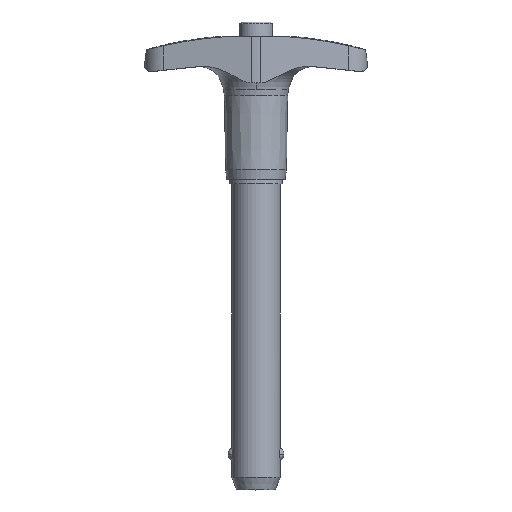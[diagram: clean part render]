
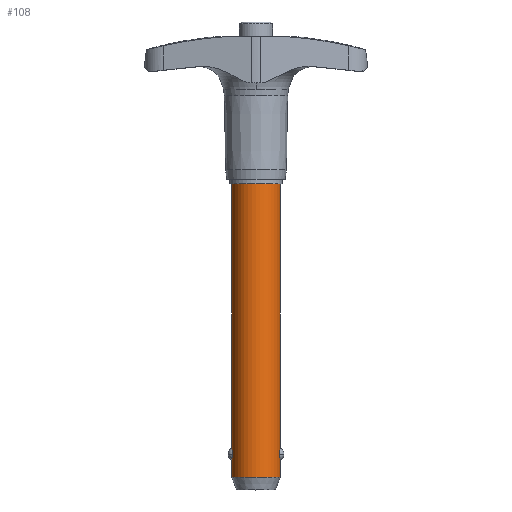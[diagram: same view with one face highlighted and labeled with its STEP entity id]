
A CAD part, top view. The second image highlights one B-rep face of the part: STEP entity #108.
In plain terms, the highlighted cylindrical face has radius 5.556 mm (diameter 11.113 mm), a partial arc.
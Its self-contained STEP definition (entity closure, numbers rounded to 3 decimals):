
#108=ADVANCED_FACE('',(#278),#279,.T.);
#278=FACE_OUTER_BOUND('',#513,.T.);
#279=CYLINDRICAL_SURFACE('',#514,5.556);
#513=EDGE_LOOP('',(#778,#779,#780,#781,#782,#783,#784,#785,#786,#787));
#514=AXIS2_PLACEMENT_3D('',#788,#789,#790);
#778=ORIENTED_EDGE('',*,*,#1468,.T.);
#779=ORIENTED_EDGE('',*,*,#1479,.T.);
#780=ORIENTED_EDGE('',*,*,#1480,.T.);
#781=ORIENTED_EDGE('',*,*,#1475,.T.);
#782=ORIENTED_EDGE('',*,*,#1481,.F.);
#783=ORIENTED_EDGE('',*,*,#1473,.T.);
#784=ORIENTED_EDGE('',*,*,#1482,.T.);
#785=ORIENTED_EDGE('',*,*,#1483,.T.);
#786=ORIENTED_EDGE('',*,*,#1470,.T.);
#787=ORIENTED_EDGE('',*,*,#1484,.T.);
#788=CARTESIAN_POINT('',(0.0,-35.306,0.0));
#789=DIRECTION('',(-0.0,1.0,0.0));
#790=DIRECTION('',(1.0,0.0,0.0));
#1468=EDGE_CURVE('',#1773,#1774,#1775,.T.);
#1470=EDGE_CURVE('',#1778,#1776,#1779,.T.);
#1473=EDGE_CURVE('',#1784,#1782,#1785,.T.);
#1475=EDGE_CURVE('',#1788,#1786,#1789,.T.);
#1479=EDGE_CURVE('',#1774,#1794,#1795,.T.);
#1480=EDGE_CURVE('',#1794,#1788,#1796,.T.);
#1481=EDGE_CURVE('',#1784,#1786,#1797,.T.);
#1482=EDGE_CURVE('',#1782,#1798,#1799,.T.);
#1483=EDGE_CURVE('',#1798,#1778,#1800,.T.);
#1484=EDGE_CURVE('',#1776,#1773,#1801,.T.);
#1773=VERTEX_POINT('',#2290);
#1774=VERTEX_POINT('',#2291);
#1775=LINE('',#2292,#2293);
#1776=VERTEX_POINT('',#2294);
#1778=VERTEX_POINT('',#2296);
#1779=LINE('',#2297,#2298);
#1782=VERTEX_POINT('',#2314);
#1784=VERTEX_POINT('',#2329);
#1785=LINE('',#2330,#2331);
#1786=VERTEX_POINT('',#2332);
#1788=VERTEX_POINT('',#2334);
#1789=LINE('',#2335,#2336);
#1794=VERTEX_POINT('',#2367);
#1795=B_SPLINE_CURVE_WITH_KNOTS('',3,(#2368,#2369,#2370,#2371,#2372,#2373,#2374,#2375,#2376,#2377,#2378,#2379,#2380,#2381),.UNSPECIFIED.,.F.,.F.,(4,2,2,2,2,2,4),(2.12,2.485,2.851,3.07,3.29,3.764,4.239),.UNSPECIFIED.);
#1796=B_SPLINE_CURVE_WITH_KNOTS('',3,(#2382,#2383,#2384,#2385,#2386,#2387,#2388,#2389,#2390,#2391,#2392,#2393,#2394,#2395),.UNSPECIFIED.,.F.,.F.,(4,2,2,2,2,2,4),(4.239,4.714,5.188,5.408,5.627,5.993,6.359),.UNSPECIFIED.);
#1797=CIRCLE('',#2396,5.556);
#1798=VERTEX_POINT('',#2397);
#1799=B_SPLINE_CURVE_WITH_KNOTS('',3,(#2398,#2399,#2400,#2401,#2402,#2403,#2404,#2405,#2406,#2407,#2408,#2409,#2410,#2411),.UNSPECIFIED.,.F.,.F.,(4,2,2,2,2,2,4),(6.359,6.724,7.09,7.309,7.529,8.003,8.478),.UNSPECIFIED.);
#1800=B_SPLINE_CURVE_WITH_KNOTS('',3,(#2412,#2413,#2414,#2415,#2416,#2417,#2418,#2419,#2420,#2421,#2422,#2423,#2424,#2425),.UNSPECIFIED.,.F.,.F.,(4,2,2,2,2,2,4),(0.0,0.475,0.949,1.169,1.388,1.754,2.12),.UNSPECIFIED.);
#1801=CIRCLE('',#2426,5.556);
#2290=CARTESIAN_POINT('',(5.556,-67.716,0.0));
#2291=CARTESIAN_POINT('',(5.556,-63.717,0.));
#2292=CARTESIAN_POINT('',(5.556,-35.306,0.));
#2293=VECTOR('',#3938,1.0);
#2294=CARTESIAN_POINT('',(-5.556,-67.716,0.));
#2296=CARTESIAN_POINT('',(-5.556,-63.717,0.));
#2297=CARTESIAN_POINT('',(-5.556,-35.306,0.));
#2298=VECTOR('',#3942,1.0);
#2314=CARTESIAN_POINT('',(-5.556,-60.96,0.));
#2329=CARTESIAN_POINT('',(-5.556,0.0,0.));
#2330=CARTESIAN_POINT('',(-5.556,-35.306,0.));
#2331=VECTOR('',#3943,1.0);
#2332=CARTESIAN_POINT('',(5.556,0.0,0.0));
#2334=CARTESIAN_POINT('',(5.556,-60.96,0.));
#2335=CARTESIAN_POINT('',(5.556,-35.306,0.));
#2336=VECTOR('',#3947,1.0);
#2367=CARTESIAN_POINT('',(5.365,-62.338,1.446));
#2368=CARTESIAN_POINT('',(5.556,-63.717,0.));
#2369=CARTESIAN_POINT('',(5.556,-63.717,0.122));
#2370=CARTESIAN_POINT('',(5.552,-63.701,0.254));
#2371=CARTESIAN_POINT('',(5.534,-63.636,0.509));
#2372=CARTESIAN_POINT('',(5.521,-63.585,0.632));
#2373=CARTESIAN_POINT('',(5.499,-63.491,0.801));
#2374=CARTESIAN_POINT('',(5.488,-63.447,0.868));
#2375=CARTESIAN_POINT('',(5.467,-63.348,0.992));
#2376=CARTESIAN_POINT('',(5.456,-63.293,1.049));
#2377=CARTESIAN_POINT('',(5.426,-63.123,1.203));
#2378=CARTESIAN_POINT('',(5.404,-62.979,1.294));
#2379=CARTESIAN_POINT('',(5.373,-62.665,1.416));
#2380=CARTESIAN_POINT('',(5.365,-62.496,1.446));
#2381=CARTESIAN_POINT('',(5.365,-62.338,1.446));
#2382=CARTESIAN_POINT('',(5.365,-62.338,1.446));
#2383=CARTESIAN_POINT('',(5.365,-62.18,1.446));
#2384=CARTESIAN_POINT('',(5.373,-62.011,1.416));
#2385=CARTESIAN_POINT('',(5.404,-61.698,1.294));
#2386=CARTESIAN_POINT('',(5.426,-61.554,1.203));
#2387=CARTESIAN_POINT('',(5.456,-61.383,1.049));
#2388=CARTESIAN_POINT('',(5.467,-61.328,0.992));
#2389=CARTESIAN_POINT('',(5.488,-61.23,0.868));
#2390=CARTESIAN_POINT('',(5.499,-61.186,0.801));
#2391=CARTESIAN_POINT('',(5.521,-61.091,0.632));
#2392=CARTESIAN_POINT('',(5.534,-61.041,0.509));
#2393=CARTESIAN_POINT('',(5.552,-60.975,0.254));
#2394=CARTESIAN_POINT('',(5.556,-60.96,0.122));
#2395=CARTESIAN_POINT('',(5.556,-60.96,0.));
#2396=AXIS2_PLACEMENT_3D('',#3948,#3949,#3950);
#2397=CARTESIAN_POINT('',(-5.365,-62.338,1.446));
#2398=CARTESIAN_POINT('',(-5.556,-60.96,0.));
#2399=CARTESIAN_POINT('',(-5.556,-60.96,0.122));
#2400=CARTESIAN_POINT('',(-5.552,-60.975,0.254));
#2401=CARTESIAN_POINT('',(-5.534,-61.041,0.509));
#2402=CARTESIAN_POINT('',(-5.521,-61.091,0.632));
#2403=CARTESIAN_POINT('',(-5.499,-61.186,0.801));
#2404=CARTESIAN_POINT('',(-5.488,-61.23,0.868));
#2405=CARTESIAN_POINT('',(-5.467,-61.328,0.992));
#2406=CARTESIAN_POINT('',(-5.456,-61.383,1.049));
#2407=CARTESIAN_POINT('',(-5.426,-61.554,1.203));
#2408=CARTESIAN_POINT('',(-5.404,-61.698,1.294));
#2409=CARTESIAN_POINT('',(-5.373,-62.011,1.416));
#2410=CARTESIAN_POINT('',(-5.365,-62.18,1.446));
#2411=CARTESIAN_POINT('',(-5.365,-62.338,1.446));
#2412=CARTESIAN_POINT('',(-5.365,-62.338,1.446));
#2413=CARTESIAN_POINT('',(-5.365,-62.496,1.446));
#2414=CARTESIAN_POINT('',(-5.373,-62.665,1.416));
#2415=CARTESIAN_POINT('',(-5.404,-62.979,1.294));
#2416=CARTESIAN_POINT('',(-5.426,-63.123,1.203));
#2417=CARTESIAN_POINT('',(-5.456,-63.293,1.049));
#2418=CARTESIAN_POINT('',(-5.467,-63.348,0.992));
#2419=CARTESIAN_POINT('',(-5.488,-63.447,0.868));
#2420=CARTESIAN_POINT('',(-5.499,-63.491,0.801));
#2421=CARTESIAN_POINT('',(-5.521,-63.585,0.632));
#2422=CARTESIAN_POINT('',(-5.534,-63.636,0.509));
#2423=CARTESIAN_POINT('',(-5.552,-63.701,0.254));
#2424=CARTESIAN_POINT('',(-5.556,-63.717,0.122));
#2425=CARTESIAN_POINT('',(-5.556,-63.717,0.));
#2426=AXIS2_PLACEMENT_3D('',#3951,#3952,#3953);
#3938=DIRECTION('',(0.0,1.0,0.0));
#3942=DIRECTION('',(-0.0,-1.0,-0.0));
#3943=DIRECTION('',(-0.0,-1.0,-0.0));
#3947=DIRECTION('',(0.0,1.0,0.0));
#3948=CARTESIAN_POINT('',(0.0,0.0,0.0));
#3949=DIRECTION('',(-0.0,1.0,0.0));
#3950=DIRECTION('',(1.0,0.0,0.0));
#3951=CARTESIAN_POINT('',(0.0,-67.716,0.0));
#3952=DIRECTION('',(0.,1.0,0.0));
#3953=DIRECTION('',(1.0,0.,0.0));
